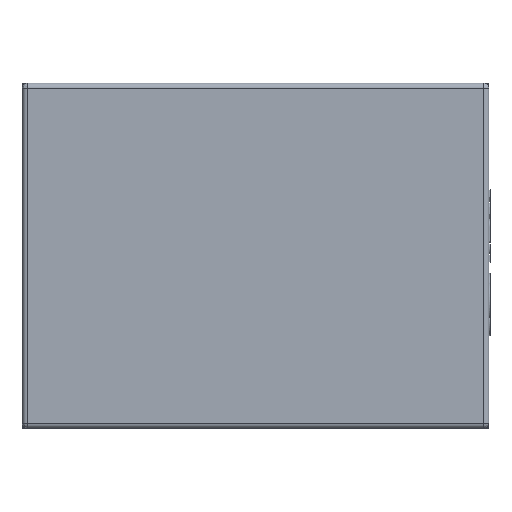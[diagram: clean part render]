
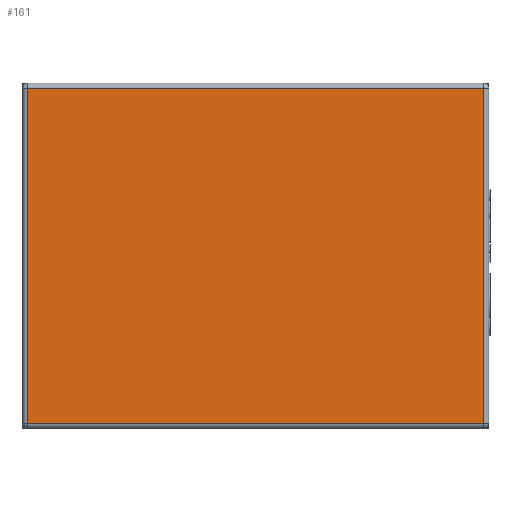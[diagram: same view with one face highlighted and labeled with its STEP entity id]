
A CAD part, top view. The second image highlights one B-rep face of the part: STEP entity #161.
In plain terms, the highlighted free-form (B-spline) face has degree [1, 1] with [2, 2] control points.
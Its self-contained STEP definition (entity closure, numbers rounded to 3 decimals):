
#161 = ADVANCED_FACE('',(#162),#192,.T.);
#162 = FACE_BOUND('',#163,.T.);
#163 = EDGE_LOOP('',(#164,#173,#180,#187));
#164 = ORIENTED_EDGE('',*,*,#165,.T.);
#165 = EDGE_CURVE('',#166,#168,#170,.T.);
#166 = VERTEX_POINT('',#167);
#167 = CARTESIAN_POINT('',(-2.255,1.65,3.2));
#168 = VERTEX_POINT('',#169);
#169 = CARTESIAN_POINT('',(-2.255,-1.65,3.2));
#170 = B_SPLINE_CURVE_WITH_KNOTS('',1,(#171,#172),.UNSPECIFIED.,.F.,.F.,
  (2,2),(-3.35,-0.05),.PIECEWISE_BEZIER_KNOTS.);
#171 = CARTESIAN_POINT('',(-2.255,1.65,3.2));
#172 = CARTESIAN_POINT('',(-2.255,-1.65,3.2));
#173 = ORIENTED_EDGE('',*,*,#174,.T.);
#174 = EDGE_CURVE('',#168,#175,#177,.T.);
#175 = VERTEX_POINT('',#176);
#176 = CARTESIAN_POINT('',(2.245,-1.65,3.2));
#177 = B_SPLINE_CURVE_WITH_KNOTS('',1,(#178,#179),.UNSPECIFIED.,.F.,.F.,
  (2,2),(-4.55,-0.05),.PIECEWISE_BEZIER_KNOTS.);
#178 = CARTESIAN_POINT('',(-2.255,-1.65,3.2));
#179 = CARTESIAN_POINT('',(2.245,-1.65,3.2));
#180 = ORIENTED_EDGE('',*,*,#181,.T.);
#181 = EDGE_CURVE('',#175,#182,#184,.T.);
#182 = VERTEX_POINT('',#183);
#183 = CARTESIAN_POINT('',(2.245,1.65,3.2));
#184 = B_SPLINE_CURVE_WITH_KNOTS('',1,(#185,#186),.UNSPECIFIED.,.F.,.F.,
  (2,2),(-3.35,-0.05),.PIECEWISE_BEZIER_KNOTS.);
#185 = CARTESIAN_POINT('',(2.245,-1.65,3.2));
#186 = CARTESIAN_POINT('',(2.245,1.65,3.2));
#187 = ORIENTED_EDGE('',*,*,#188,.T.);
#188 = EDGE_CURVE('',#182,#166,#189,.T.);
#189 = B_SPLINE_CURVE_WITH_KNOTS('',1,(#190,#191),.UNSPECIFIED.,.F.,.F.,
  (2,2),(-4.55,-0.05),.PIECEWISE_BEZIER_KNOTS.);
#190 = CARTESIAN_POINT('',(2.245,1.65,3.2));
#191 = CARTESIAN_POINT('',(-2.255,1.65,3.2));
#192 = B_SPLINE_SURFACE_WITH_KNOTS('',1,1,(
    (#193,#194)
    ,(#195,#196
    )),.UNSPECIFIED.,.F.,.F.,.F.,(2,2),(2,2),(-2.25,2.25),(-1.65,1.65),
  .PIECEWISE_BEZIER_KNOTS.);
#193 = CARTESIAN_POINT('',(-2.255,-1.65,3.2));
#194 = CARTESIAN_POINT('',(-2.255,1.65,3.2));
#195 = CARTESIAN_POINT('',(2.245,-1.65,3.2));
#196 = CARTESIAN_POINT('',(2.245,1.65,3.2));
